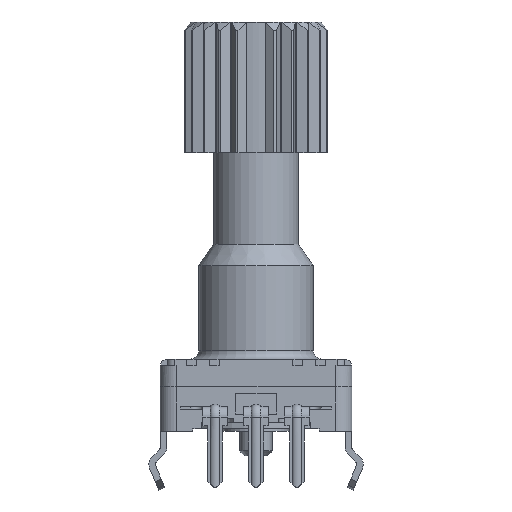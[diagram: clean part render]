
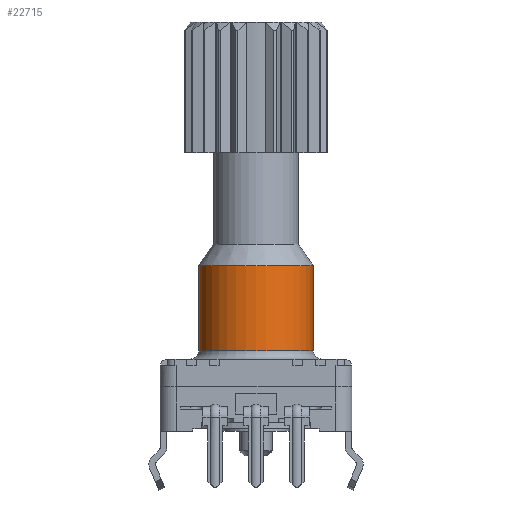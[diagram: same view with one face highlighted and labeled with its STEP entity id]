
A CAD part, front view. The second image highlights one B-rep face of the part: STEP entity #22715.
In plain terms, the highlighted cylindrical face has radius 3.5 mm (diameter 7 mm), a partial arc.
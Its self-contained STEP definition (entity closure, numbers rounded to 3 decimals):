
#68 = ORIENTED_EDGE ( 'NONE', *, *, #15025, .T. ) ;
#474 = DIRECTION ( 'NONE',  ( -1., 0., 0. ) ) ;
#716 = CARTESIAN_POINT ( 'NONE',  ( 3.5, 0., 10.11 ) ) ;
#1633 = DIRECTION ( 'NONE',  ( 0., 0., -1. ) ) ;
#2251 = DIRECTION ( 'NONE',  ( -1., 0., 0. ) ) ;
#2620 = VERTEX_POINT ( 'NONE', #716 ) ;
#3763 = CYLINDRICAL_SURFACE ( 'NONE', #29069, 3.5 ) ;
#4443 = VERTEX_POINT ( 'NONE', #8731 ) ;
#4991 = LINE ( 'NONE', #6773, #11232 ) ;
#5114 = EDGE_CURVE ( 'NONE', #2620, #20536, #4991, .T. ) ;
#5686 = AXIS2_PLACEMENT_3D ( 'NONE', #29983, #13621, #29884 ) ;
#6205 = VECTOR ( 'NONE', #20455, 1000. ) ;
#6599 = LINE ( 'NONE', #29465, #6205 ) ;
#6773 = CARTESIAN_POINT ( 'NONE',  ( 3.5, 0., -0.743 ) ) ;
#6784 = CARTESIAN_POINT ( 'NONE',  ( 0., 0., -0.743 ) ) ;
#8731 = CARTESIAN_POINT ( 'NONE',  ( -3.5, 0., 4.91 ) ) ;
#10429 = FACE_OUTER_BOUND ( 'NONE', #28841, .T. ) ;
#11232 = VECTOR ( 'NONE', #1633, 1000. ) ;
#13621 = DIRECTION ( 'NONE',  ( 0., 0., 1. ) ) ;
#14804 = DIRECTION ( 'NONE',  ( 0., 0., -1. ) ) ;
#15025 = EDGE_CURVE ( 'NONE', #28314, #4443, #6599, .T. ) ;
#16165 = DIRECTION ( 'NONE',  ( 0., 0., -1. ) ) ;
#19938 = CIRCLE ( 'NONE', #24078, 3.5 ) ;
#20226 = ORIENTED_EDGE ( 'NONE', *, *, #26253, .T. ) ;
#20455 = DIRECTION ( 'NONE',  ( 0., 0., -1. ) ) ;
#20536 = VERTEX_POINT ( 'NONE', #28921 ) ;
#21610 = CARTESIAN_POINT ( 'NONE',  ( 0., 0., 10.11 ) ) ;
#22715 = ADVANCED_FACE ( 'NONE', ( #10429 ), #3763, .T. ) ;
#22817 = ORIENTED_EDGE ( 'NONE', *, *, #24886, .T. ) ;
#24078 = AXIS2_PLACEMENT_3D ( 'NONE', #21610, #14804, #474 ) ;
#24886 = EDGE_CURVE ( 'NONE', #2620, #28314, #19938, .T. ) ;
#25987 = ORIENTED_EDGE ( 'NONE', *, *, #5114, .F. ) ;
#26253 = EDGE_CURVE ( 'NONE', #4443, #20536, #29636, .T. ) ;
#26901 = CARTESIAN_POINT ( 'NONE',  ( -3.5, 0., 10.11 ) ) ;
#28314 = VERTEX_POINT ( 'NONE', #26901 ) ;
#28841 = EDGE_LOOP ( 'NONE', ( #25987, #22817, #68, #20226 ) ) ;
#28921 = CARTESIAN_POINT ( 'NONE',  ( 3.5, 0., 4.91 ) ) ;
#29069 = AXIS2_PLACEMENT_3D ( 'NONE', #6784, #16165, #2251 ) ;
#29465 = CARTESIAN_POINT ( 'NONE',  ( -3.5, 0., -0.743 ) ) ;
#29636 = CIRCLE ( 'NONE', #5686, 3.5 ) ;
#29884 = DIRECTION ( 'NONE',  ( 1., 0., 0. ) ) ;
#29983 = CARTESIAN_POINT ( 'NONE',  ( 0., 0., 4.91 ) ) ;
